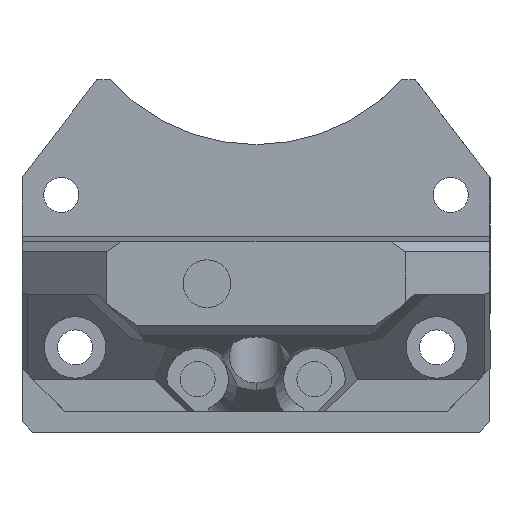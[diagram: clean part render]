
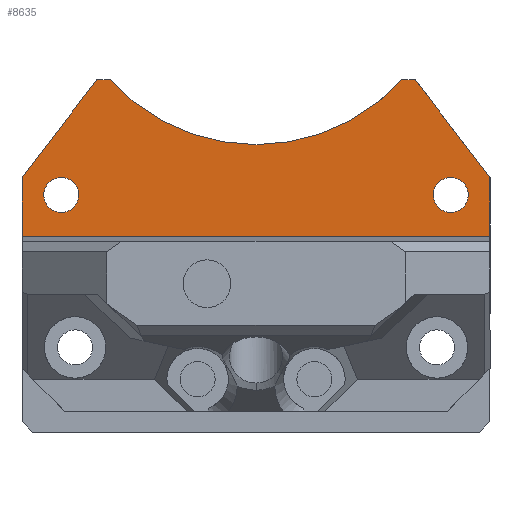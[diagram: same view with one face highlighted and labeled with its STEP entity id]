
A CAD part, front view. The second image highlights one B-rep face of the part: STEP entity #8635.
In plain terms, the highlighted planar face has unit normal (0, -1, 0).
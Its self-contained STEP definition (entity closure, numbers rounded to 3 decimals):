
#50 = CARTESIAN_POINT ( 'NONE',  ( -22.05, -14.5, 33.227 ) ) ;
#82 = EDGE_CURVE ( 'NONE', #2888, #2802, #5296, .T. ) ;
#333 = CARTESIAN_POINT ( 'NONE',  ( -22.05, -14.5, 18.445 ) ) ;
#375 = EDGE_CURVE ( 'NONE', #3832, #748, #7460, .T. ) ;
#485 = CARTESIAN_POINT ( 'NONE',  ( -22.05, -14.5, 24. ) ) ;
#607 = ORIENTED_EDGE ( 'NONE', *, *, #6513, .F. ) ;
#613 = DIRECTION ( 'NONE',  ( -0.607, 0., 0.794 ) ) ;
#661 = AXIS2_PLACEMENT_3D ( 'NONE', #991, #3829, #6530 ) ;
#748 = VERTEX_POINT ( 'NONE', #6623 ) ;
#793 = EDGE_CURVE ( 'NONE', #8426, #5939, #1105, .T. ) ;
#832 = ORIENTED_EDGE ( 'NONE', *, *, #3819, .T. ) ;
#991 = CARTESIAN_POINT ( 'NONE',  ( 0., -14.5, 45.609 ) ) ;
#1051 = AXIS2_PLACEMENT_3D ( 'NONE', #4414, #5881, #2402 ) ;
#1105 = CIRCLE ( 'NONE', #661, 18.5 ) ;
#1117 = DIRECTION ( 'NONE',  ( 0.607, 0., 0.794 ) ) ;
#1427 = CARTESIAN_POINT ( 'NONE',  ( 18.227, -14.5, 29. ) ) ;
#1464 = FACE_BOUND ( 'NONE', #6537, .T. ) ;
#1573 = VECTOR ( 'NONE', #6845, 1000. ) ;
#1574 = DIRECTION ( 'NONE',  ( 0., -1., 0. ) ) ;
#1621 = EDGE_LOOP ( 'NONE', ( #4579, #5114 ) ) ;
#1669 = CARTESIAN_POINT ( 'NONE',  ( -14.995, -14.5, 33.227 ) ) ;
#1812 = ORIENTED_EDGE ( 'NONE', *, *, #4536, .T. ) ;
#1823 = DIRECTION ( 'NONE',  ( 0., -1., 0. ) ) ;
#1950 = CARTESIAN_POINT ( 'NONE',  ( 14.995, -14.5, 33.227 ) ) ;
#1969 = AXIS2_PLACEMENT_3D ( 'NONE', #4277, #1574, #9044 ) ;
#1974 = CARTESIAN_POINT ( 'NONE',  ( -14.995, -14.5, 33.227 ) ) ;
#1978 = VERTEX_POINT ( 'NONE', #485 ) ;
#2059 = FACE_BOUND ( 'NONE', #1621, .T. ) ;
#2158 = VECTOR ( 'NONE', #2835, 1000. ) ;
#2189 = VECTOR ( 'NONE', #3134, 1000. ) ;
#2350 = AXIS2_PLACEMENT_3D ( 'NONE', #4166, #2797, #6968 ) ;
#2402 = DIRECTION ( 'NONE',  ( 1., 0., 0. ) ) ;
#2407 = AXIS2_PLACEMENT_3D ( 'NONE', #5466, #3961, #2540 ) ;
#2417 = DIRECTION ( 'NONE',  ( -1., 0., 0. ) ) ;
#2429 = DIRECTION ( 'NONE',  ( 1., 0., 0. ) ) ;
#2540 = DIRECTION ( 'NONE',  ( -1., 0., 0. ) ) ;
#2657 = ORIENTED_EDGE ( 'NONE', *, *, #793, .F. ) ;
#2797 = DIRECTION ( 'NONE',  ( 0., 1., 0. ) ) ;
#2802 = VERTEX_POINT ( 'NONE', #9027 ) ;
#2835 = DIRECTION ( 'NONE',  ( -1., 0., 0. ) ) ;
#2888 = VERTEX_POINT ( 'NONE', #5773 ) ;
#3075 = VERTEX_POINT ( 'NONE', #3243 ) ;
#3134 = DIRECTION ( 'NONE',  ( 1., 0., 0. ) ) ;
#3236 = ORIENTED_EDGE ( 'NONE', *, *, #8936, .T. ) ;
#3243 = CARTESIAN_POINT ( 'NONE',  ( 22.05, -14.5, 24. ) ) ;
#3405 = CARTESIAN_POINT ( 'NONE',  ( -22.05, -14.5, 18.445 ) ) ;
#3722 = CARTESIAN_POINT ( 'NONE',  ( -13.745, -14.5, 33.227 ) ) ;
#3738 = ORIENTED_EDGE ( 'NONE', *, *, #375, .F. ) ;
#3801 = AXIS2_PLACEMENT_3D ( 'NONE', #7373, #1823, #2417 ) ;
#3802 = LINE ( 'NONE', #333, #4245 ) ;
#3819 = EDGE_CURVE ( 'NONE', #8196, #3075, #4607, .T. ) ;
#3829 = DIRECTION ( 'NONE',  ( 0., -1., 0. ) ) ;
#3832 = VERTEX_POINT ( 'NONE', #7719 ) ;
#3923 = CARTESIAN_POINT ( 'NONE',  ( 22.05, -14.5, 18. ) ) ;
#3961 = DIRECTION ( 'NONE',  ( 0., -1., 0. ) ) ;
#4166 = CARTESIAN_POINT ( 'NONE',  ( -22.05, -14.5, 18. ) ) ;
#4172 = EDGE_CURVE ( 'NONE', #6214, #7545, #6267, .T. ) ;
#4245 = VECTOR ( 'NONE', #2429, 1000. ) ;
#4266 = DIRECTION ( 'NONE',  ( 0., -1., 0. ) ) ;
#4277 = CARTESIAN_POINT ( 'NONE',  ( 18.35, -14.5, 22.37 ) ) ;
#4317 = CARTESIAN_POINT ( 'NONE',  ( 0., -14.5, 27.109 ) ) ;
#4344 = EDGE_CURVE ( 'NONE', #8372, #1978, #7534, .T. ) ;
#4391 = CIRCLE ( 'NONE', #6739, 1.65 ) ;
#4414 = CARTESIAN_POINT ( 'NONE',  ( -18.35, -14.5, 22.37 ) ) ;
#4438 = EDGE_CURVE ( 'NONE', #1978, #7737, #6754, .T. ) ;
#4452 = CARTESIAN_POINT ( 'NONE',  ( -18.35, -14.5, 22.37 ) ) ;
#4475 = ORIENTED_EDGE ( 'NONE', *, *, #8068, .F. ) ;
#4536 = EDGE_CURVE ( 'NONE', #3075, #6214, #6933, .T. ) ;
#4579 = ORIENTED_EDGE ( 'NONE', *, *, #7414, .F. ) ;
#4607 = LINE ( 'NONE', #3923, #6707 ) ;
#4690 = CARTESIAN_POINT ( 'NONE',  ( 22.05, -14.5, 18.445 ) ) ;
#4898 = PLANE ( 'NONE',  #2350 ) ;
#5043 = CIRCLE ( 'NONE', #1969, 1.65 ) ;
#5114 = ORIENTED_EDGE ( 'NONE', *, *, #82, .F. ) ;
#5243 = LINE ( 'NONE', #1669, #2189 ) ;
#5287 = CARTESIAN_POINT ( 'NONE',  ( -18.227, -14.5, 29. ) ) ;
#5296 = CIRCLE ( 'NONE', #1051, 1.65 ) ;
#5466 = CARTESIAN_POINT ( 'NONE',  ( 0., -14.5, 45.609 ) ) ;
#5636 = ORIENTED_EDGE ( 'NONE', *, *, #4438, .F. ) ;
#5773 = CARTESIAN_POINT ( 'NONE',  ( -20., -14.5, 22.37 ) ) ;
#5881 = DIRECTION ( 'NONE',  ( 0., -1., 0. ) ) ;
#5939 = VERTEX_POINT ( 'NONE', #4317 ) ;
#6214 = VERTEX_POINT ( 'NONE', #1950 ) ;
#6267 = LINE ( 'NONE', #50, #2158 ) ;
#6342 = EDGE_CURVE ( 'NONE', #748, #3832, #5043, .T. ) ;
#6471 = EDGE_LOOP ( 'NONE', ( #1812, #7052, #607, #2657, #4475, #5636, #7111, #3236, #832 ) ) ;
#6513 = EDGE_CURVE ( 'NONE', #5939, #7545, #8550, .T. ) ;
#6530 = DIRECTION ( 'NONE',  ( -1., 0., 0. ) ) ;
#6537 = EDGE_LOOP ( 'NONE', ( #8960, #3738 ) ) ;
#6623 = CARTESIAN_POINT ( 'NONE',  ( 20., -14.5, 22.37 ) ) ;
#6707 = VECTOR ( 'NONE', #9042, 1000. ) ;
#6739 = AXIS2_PLACEMENT_3D ( 'NONE', #4452, #4266, #7252 ) ;
#6754 = LINE ( 'NONE', #5287, #9035 ) ;
#6845 = DIRECTION ( 'NONE',  ( 0., 0., 1. ) ) ;
#6933 = LINE ( 'NONE', #1427, #6990 ) ;
#6968 = DIRECTION ( 'NONE',  ( -1., 0., 0. ) ) ;
#6990 = VECTOR ( 'NONE', #613, 1000. ) ;
#7052 = ORIENTED_EDGE ( 'NONE', *, *, #4172, .T. ) ;
#7111 = ORIENTED_EDGE ( 'NONE', *, *, #4344, .F. ) ;
#7252 = DIRECTION ( 'NONE',  ( 1., 0., 0. ) ) ;
#7373 = CARTESIAN_POINT ( 'NONE',  ( 18.35, -14.5, 22.37 ) ) ;
#7398 = CARTESIAN_POINT ( 'NONE',  ( -22.05, -14.5, 13. ) ) ;
#7414 = EDGE_CURVE ( 'NONE', #2802, #2888, #4391, .T. ) ;
#7433 = CARTESIAN_POINT ( 'NONE',  ( 13.745, -14.5, 33.227 ) ) ;
#7460 = CIRCLE ( 'NONE', #3801, 1.65 ) ;
#7534 = LINE ( 'NONE', #7398, #1573 ) ;
#7545 = VERTEX_POINT ( 'NONE', #7433 ) ;
#7617 = FACE_OUTER_BOUND ( 'NONE', #6471, .T. ) ;
#7719 = CARTESIAN_POINT ( 'NONE',  ( 16.7, -14.5, 22.37 ) ) ;
#7737 = VERTEX_POINT ( 'NONE', #1974 ) ;
#8068 = EDGE_CURVE ( 'NONE', #7737, #8426, #5243, .T. ) ;
#8196 = VERTEX_POINT ( 'NONE', #4690 ) ;
#8372 = VERTEX_POINT ( 'NONE', #3405 ) ;
#8426 = VERTEX_POINT ( 'NONE', #3722 ) ;
#8550 = CIRCLE ( 'NONE', #2407, 18.5 ) ;
#8635 = ADVANCED_FACE ( 'NONE', ( #2059, #1464, #7617 ), #4898, .F. ) ;
#8936 = EDGE_CURVE ( 'NONE', #8372, #8196, #3802, .T. ) ;
#8960 = ORIENTED_EDGE ( 'NONE', *, *, #6342, .F. ) ;
#9027 = CARTESIAN_POINT ( 'NONE',  ( -16.7, -14.5, 22.37 ) ) ;
#9035 = VECTOR ( 'NONE', #1117, 1000. ) ;
#9042 = DIRECTION ( 'NONE',  ( 0., 0., 1. ) ) ;
#9044 = DIRECTION ( 'NONE',  ( -1., 0., 0. ) ) ;
